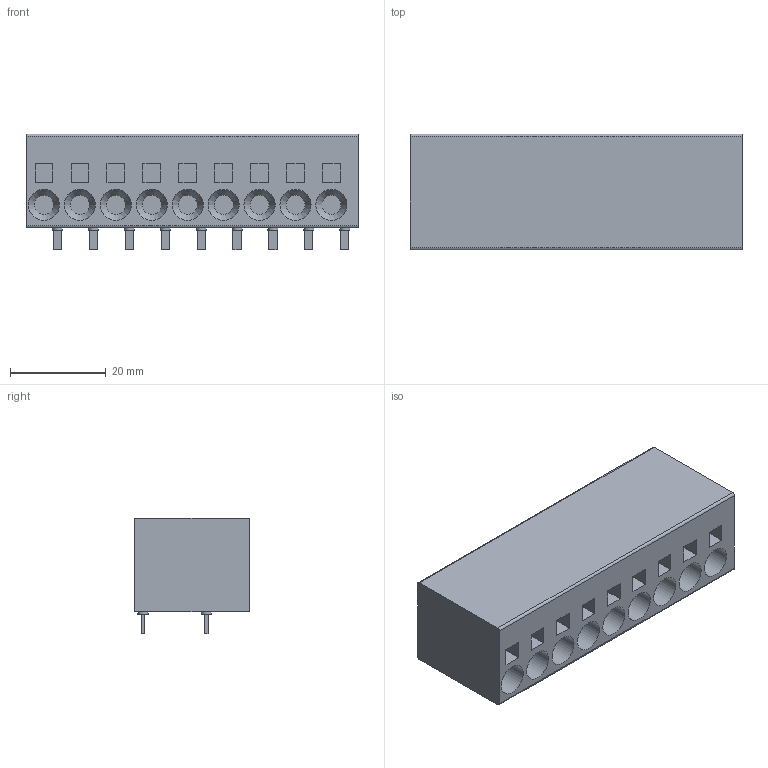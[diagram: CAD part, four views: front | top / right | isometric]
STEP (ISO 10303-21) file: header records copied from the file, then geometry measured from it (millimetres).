
FILE_DESCRIPTION(/* description */ ('model of PhoenixContact_SPT_5_9-H-7.5-ZB_1x09_P7.5mm_Horizontal'),/* implementation_level */ '2;1');
FILE_NAME(/* name */ 'PhoenixContact_SPT_5_9-H-7.5-ZB_1x09_P7.5mm_Horizontal.step',/* time_stamp */ '2023-01-30T13:58:01',/* author */ ('KiCAD','kicad'),/* organization */ ('OCCT'),/* preprocessor_version */ '',/* originating_system */ 'KiCAD',/* authorisation */ '');
FILE_SCHEMA(('AUTOMOTIVE_DESIGN { 1 0 10303 214 1 1 1 1 }'));
Length unit declared in the file: millimetre
Products named in the file (7): CQ assembly; b9b0087e-a09d-11ed-8f45-a0cec80452fd; b9b0087e-a09d-11ed-8f45-a0cec80452fd_part; b9b00cde-a09d-11ed-8f45-a0cec80452fd; b9b00cde-a09d-11ed-8f45-a0cec80452fd_part; b9b00fae-a09d-11ed-8f45-a0cec80452fd; b9b00fae-a09d-11ed-8f45-a0cec80452fd_part
Assembly tree (6 placements, depth 4):
  CQ assembly
    b9b0087e-a09d-11ed-8f45-a0cec80452fd
      b9b0087e-a09d-11ed-8f45-a0cec80452fd_part
      b9b00cde-a09d-11ed-8f45-a0cec80452fd
        b9b00cde-a09d-11ed-8f45-a0cec80452fd_part
      b9b00fae-a09d-11ed-8f45-a0cec80452fd
        b9b00fae-a09d-11ed-8f45-a0cec80452fd_part
Bounding box: 69.3 x 24.15 x 24.2 mm (x, y, z)
Volume: 29964.9 mm3; surface area: 9266.3 mm2
Topology: 10 solids, 10 shells, 154 faces, 312 edges, 205 vertices
Faces by surface type: plane 123, cylinder 22, cone 9
Full cylindrical faces by diameter (mm): 2.1 x9, 6.5 x9
Entity records: 4151 total; most frequent: DIRECTION 687, CARTESIAN_POINT 678, ORIENTED_EDGE 624, EDGE_CURVE 312, LINE 259, VECTOR 259, AXIS2_PLACEMENT_3D 214, VERTEX_POINT 205
